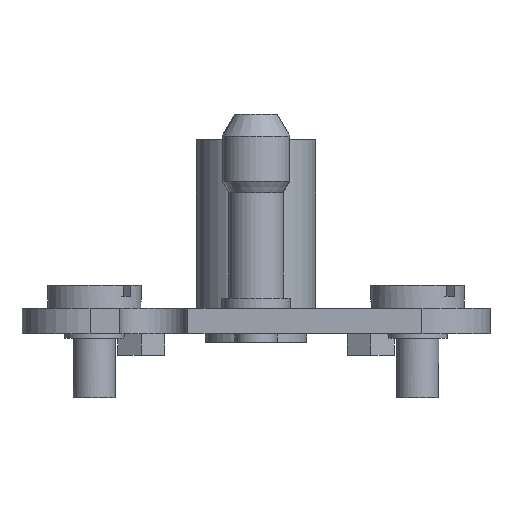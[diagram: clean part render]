
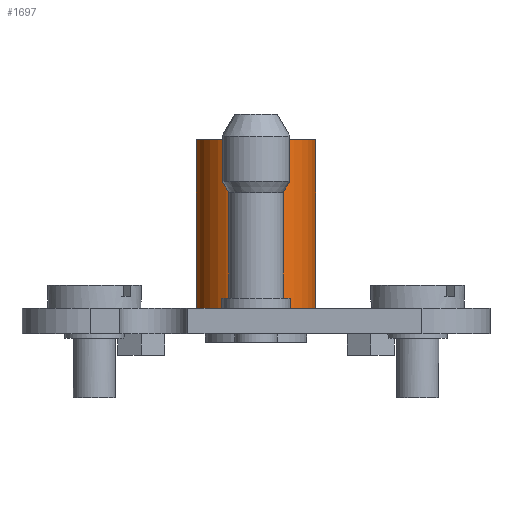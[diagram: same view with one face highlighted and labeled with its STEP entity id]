
A CAD part, left-side view. The second image highlights one B-rep face of the part: STEP entity #1697.
In plain terms, the highlighted cylindrical face has radius 7 mm (diameter 14 mm), a full revolution.
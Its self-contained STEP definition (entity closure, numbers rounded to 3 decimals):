
#670=CYLINDRICAL_SURFACE('',#4811,7.);
#738=FACE_BOUND('',#2294,.T.);
#739=FACE_BOUND('',#2295,.T.);
#1697=ADVANCED_FACE('',(#738,#739),#670,.T.);
#2294=EDGE_LOOP('',(#2660));
#2295=EDGE_LOOP('',(#2661));
#2660=ORIENTED_EDGE('',*,*,#4040,.T.);
#2661=ORIENTED_EDGE('',*,*,#4041,.T.);
#3662=VERTEX_POINT('',#6316);
#3663=VERTEX_POINT('',#6318);
#4040=EDGE_CURVE('',#3662,#3662,#4546,.T.);
#4041=EDGE_CURVE('',#3663,#3663,#4547,.T.);
#4546=CIRCLE('',#4809,7.);
#4547=CIRCLE('',#4810,7.);
#4809=AXIS2_PLACEMENT_3D('',#6315,#5222,#5223);
#4810=AXIS2_PLACEMENT_3D('',#6317,#5224,#5225);
#4811=AXIS2_PLACEMENT_3D('',#6319,#5226,#5227);
#5222=DIRECTION('',(0.,0.,1.));
#5223=DIRECTION('',(0.,1.,0.));
#5224=DIRECTION('',(0.,0.,-1.));
#5225=DIRECTION('',(1.,0.,0.));
#5226=DIRECTION('',(0.,0.,1.));
#5227=DIRECTION('',(0.,1.,0.));
#6315=CARTESIAN_POINT('',(64.5,0.,0.));
#6316=CARTESIAN_POINT('',(64.5,7.,0.));
#6317=CARTESIAN_POINT('',(64.5,0.,19.8));
#6318=CARTESIAN_POINT('',(71.5,0.,19.8));
#6319=CARTESIAN_POINT('',(64.5,0.,0.));
